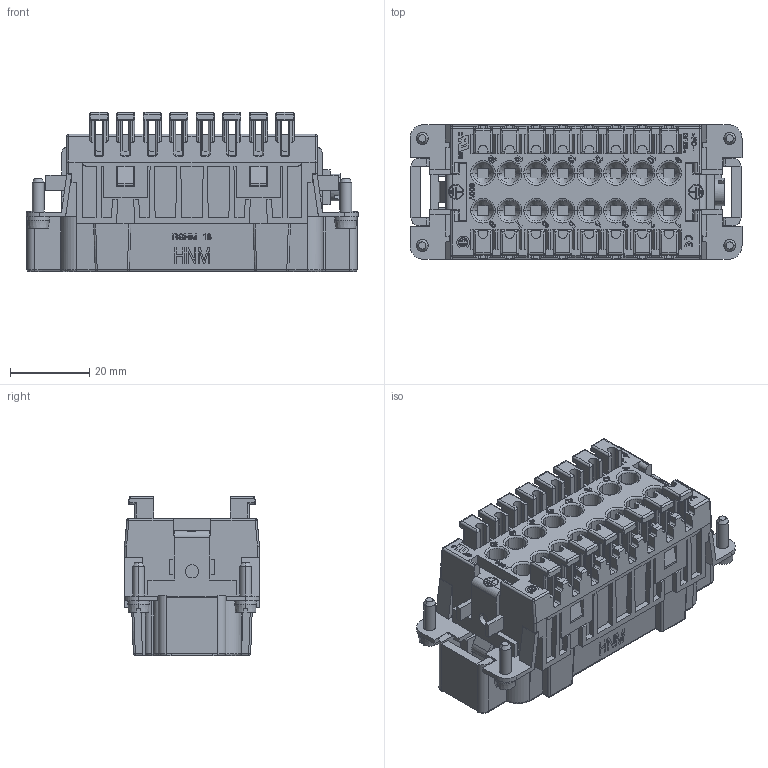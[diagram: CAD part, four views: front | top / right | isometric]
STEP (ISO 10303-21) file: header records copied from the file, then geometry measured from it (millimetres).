
FILE_DESCRIPTION(('Creo Elements/Direct Modeling STEP Export'),'2;1');
FILE_NAME('0ln7uvk5aj4n9ro1164','2021-05-06T 9:29:14',(''),(''),'Creo Elements/Direct Modeling STEP processor for AP214 (Solid Model)','Creo Elements/Direct Modeling 20.1B 02-Apr-2019 (C) Parametric Technology GmbH','');
FILE_SCHEMA(('AUTOMOTIVE_DESIGN { 1 0 10303 214 1 1 1 1 }'));
Products named in the file (2): RSHM_16
Assembly tree (1 placements, depth 2):
  RSHM_16
    RSHM_16
Bounding box: 83.7 x 34 x 40.1 mm (x, y, z)
Volume: 51306.3 mm3; surface area: 26161.9 mm2
Topology: 1 solids, 1 shells, 2127 faces, 8384 edges, 6396 vertices
Faces by surface type: plane 1267, cylinder 525, cone 144, bspline 96, torus 83, sphere 12
Entity records: 107438 total; most frequent: CARTESIAN_POINT 30056, ORIENTED_EDGE 16680, DIRECTION 11980, EDGE_CURVE 8340, VERTEX_POINT 6396, VECTOR 6390, LINE 6390, AXIS2_PLACEMENT_3D 2795
